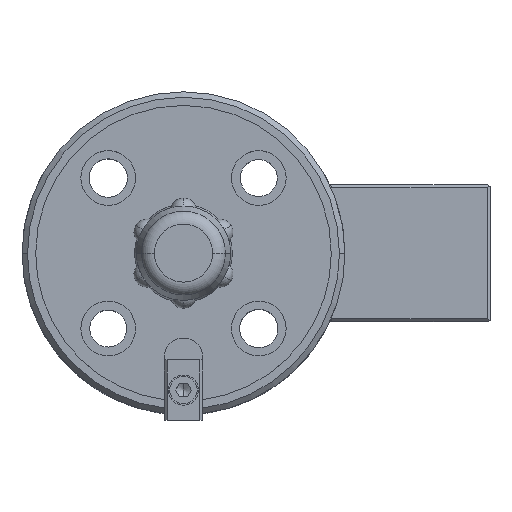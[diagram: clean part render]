
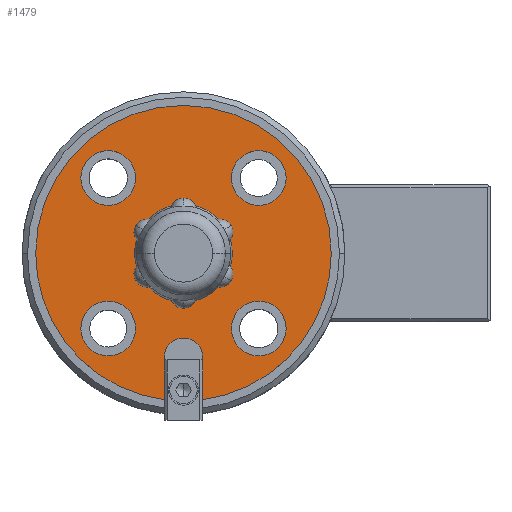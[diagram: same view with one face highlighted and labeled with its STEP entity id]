
A CAD part, top view. The second image highlights one B-rep face of the part: STEP entity #1479.
In plain terms, the highlighted planar face has unit normal (0, 0, 1).
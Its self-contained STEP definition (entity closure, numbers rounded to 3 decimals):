
#707=EDGE_CURVE('',#1171,#851,#2044,.T.);
#765=EDGE_CURVE('',#1547,#1371,#2108,.T.);
#783=EDGE_CURVE('',#1997,#1531,#2129,.T.);
#833=VERTEX_POINT('',#2185);
#851=VERTEX_POINT('',#2205);
#871=VERTEX_POINT('',#2230);
#895=VERTEX_POINT('',#2257);
#897=EDGE_CURVE('',#851,#1171,#2259,.T.);
#915=EDGE_CURVE('',#1081,#1995,#2279,.T.);
#941=VERTEX_POINT('',#2307);
#949=VERTEX_POINT('',#2315);
#963=EDGE_CURVE('',#833,#1575,#2330,.T.);
#971=EDGE_CURVE('',#895,#833,#2338,.T.);
#1011=EDGE_CURVE('',#871,#941,#2381,.T.);
#1081=VERTEX_POINT('',#2454);
#1171=VERTEX_POINT('',#2562);
#1283=EDGE_CURVE('',#895,#2013,#2690,.T.);
#1355=EDGE_CURVE('',#1575,#1371,#2776,.T.);
#1357=EDGE_CURVE('',#941,#871,#2778,.T.);
#1371=VERTEX_POINT('',#2792);
#1479=ADVANCED_FACE('',(#2910,#2911,#2912,#2913,#2914,#2915),#2916,.T.);
#1481=EDGE_CURVE('',#1985,#949,#2918,.T.);
#1531=VERTEX_POINT('',#2972);
#1547=VERTEX_POINT('',#2990);
#1575=VERTEX_POINT('',#3021);
#1593=EDGE_CURVE('',#2013,#1547,#3041,.T.);
#1645=EDGE_CURVE('',#949,#1985,#3095,.T.);
#1725=EDGE_CURVE('',#1531,#1997,#3191,.T.);
#1877=EDGE_CURVE('',#1995,#1081,#3364,.T.);
#1985=VERTEX_POINT('',#3477);
#1995=VERTEX_POINT('',#3489);
#1997=VERTEX_POINT('',#3491);
#2013=VERTEX_POINT('',#3509);
#2044=CIRCLE('',#3538,10.0);
#2108=CIRCLE('',#3626,54.0);
#2129=CIRCLE('',#3654,10.0);
#2185=CARTESIAN_POINT('',(-7.,-38.0,40.0));
#2205=CARTESIAN_POINT('',(17.5,27.5,40.0));
#2230=CARTESIAN_POINT('',(37.5,-27.5,40.0));
#2257=CARTESIAN_POINT('',(-7.,-53.544,40.0));
#2259=CIRCLE('',#3884,10.0);
#2279=CIRCLE('',#3911,17.85);
#2307=CARTESIAN_POINT('',(17.5,-27.5,40.0));
#2315=CARTESIAN_POINT('',(-37.5,27.5,40.0));
#2330=CIRCLE('',#4001,7.0);
#2338=LINE('',#4012,#4013);
#2381=CIRCLE('',#4087,10.0);
#2454=CARTESIAN_POINT('',(17.85,0.,40.0));
#2562=CARTESIAN_POINT('',(37.5,27.5,40.0));
#2690=CIRCLE('',#4727,54.0);
#2776=LINE('',#4856,#4857);
#2778=CIRCLE('',#4860,10.0);
#2792=CARTESIAN_POINT('',(7.,-53.544,40.0));
#2910=FACE_BOUND('',#5063,.T.);
#2911=FACE_OUTER_BOUND('',#5064,.T.);
#2912=FACE_BOUND('',#5065,.T.);
#2913=FACE_BOUND('',#5066,.T.);
#2914=FACE_BOUND('',#5067,.T.);
#2915=FACE_BOUND('',#5068,.T.);
#2916=PLANE('',#5069);
#2918=CIRCLE('',#5072,10.0);
#2972=CARTESIAN_POINT('',(-37.5,-27.5,40.0));
#2990=CARTESIAN_POINT('',(54.,0.,40.0));
#3021=CARTESIAN_POINT('',(7.,-38.0,40.0));
#3041=CIRCLE('',#5367,54.0);
#3095=CIRCLE('',#5459,10.0);
#3191=CIRCLE('',#5613,10.0);
#3364=CIRCLE('',#5865,17.85);
#3477=CARTESIAN_POINT('',(-17.5,27.5,40.0));
#3489=CARTESIAN_POINT('',(-17.85,0.,40.0));
#3491=CARTESIAN_POINT('',(-17.5,-27.5,40.0));
#3509=CARTESIAN_POINT('',(-54.0,0.,40.0));
#3538=AXIS2_PLACEMENT_3D('',#6192,#6193,#6194);
#3626=AXIS2_PLACEMENT_3D('',#6278,#6279,#6280);
#3654=AXIS2_PLACEMENT_3D('',#6318,#6319,#6320);
#3884=AXIS2_PLACEMENT_3D('',#6483,#6484,#6485);
#3911=AXIS2_PLACEMENT_3D('',#6515,#6516,#6517);
#4001=AXIS2_PLACEMENT_3D('',#6558,#6559,#6560);
#4012=CARTESIAN_POINT('',(-7.,-15.0,40.0));
#4013=VECTOR('',#6562,10.0);
#4087=AXIS2_PLACEMENT_3D('',#6600,#6601,#6602);
#4727=AXIS2_PLACEMENT_3D('',#6959,#6960,#6961);
#4856=CARTESIAN_POINT('',(7.,-29.292,40.0));
#4857=VECTOR('',#7067,10.0);
#4860=AXIS2_PLACEMENT_3D('',#7068,#7069,#7070);
#5063=EDGE_LOOP('',(#7187,#7188));
#5064=EDGE_LOOP('',(#7189,#7190,#7191,#7192,#7193,#7194));
#5065=EDGE_LOOP('',(#7195,#7196));
#5066=EDGE_LOOP('',(#7197,#7198));
#5067=EDGE_LOOP('',(#7199,#7200));
#5068=EDGE_LOOP('',(#7201,#7202));
#5069=AXIS2_PLACEMENT_3D('',#7203,#7204,#7205);
#5072=AXIS2_PLACEMENT_3D('',#7206,#7207,#7208);
#5367=AXIS2_PLACEMENT_3D('',#7325,#7326,#7327);
#5459=AXIS2_PLACEMENT_3D('',#7369,#7370,#7371);
#5613=AXIS2_PLACEMENT_3D('',#7507,#7508,#7509);
#5865=AXIS2_PLACEMENT_3D('',#7734,#7735,#7736);
#6192=CARTESIAN_POINT('',(27.5,27.5,40.0));
#6193=DIRECTION('',(0.0,0.0,-1.0));
#6194=DIRECTION('',(1.0,0.0,0.0));
#6278=CARTESIAN_POINT('',(0.,0.,40.0));
#6279=DIRECTION('',(-0.0,0.0,-1.0));
#6280=DIRECTION('',(-1.0,0.,0.0));
#6318=CARTESIAN_POINT('',(-27.5,-27.5,40.0));
#6319=DIRECTION('',(0.0,0.0,-1.0));
#6320=DIRECTION('',(1.0,0.0,0.0));
#6483=CARTESIAN_POINT('',(27.5,27.5,40.0));
#6484=DIRECTION('',(0.0,0.0,-1.0));
#6485=DIRECTION('',(1.0,0.0,0.0));
#6515=CARTESIAN_POINT('',(0.,0.,40.0));
#6516=DIRECTION('',(-0.0,0.0,-1.0));
#6517=DIRECTION('',(-1.0,0.,0.0));
#6558=CARTESIAN_POINT('',(0.,-38.0,40.0));
#6559=DIRECTION('',(0.0,0.0,-1.0));
#6560=DIRECTION('',(1.0,0.0,0.0));
#6562=DIRECTION('',(0.,1.0,0.0));
#6600=CARTESIAN_POINT('',(27.5,-27.5,40.0));
#6601=DIRECTION('',(0.0,0.0,-1.0));
#6602=DIRECTION('',(1.0,0.0,0.0));
#6959=CARTESIAN_POINT('',(0.,0.,40.0));
#6960=DIRECTION('',(-0.0,0.0,-1.0));
#6961=DIRECTION('',(-1.0,0.,0.0));
#7067=DIRECTION('',(0.,-1.0,0.0));
#7068=CARTESIAN_POINT('',(27.5,-27.5,40.0));
#7069=DIRECTION('',(0.0,0.0,-1.0));
#7070=DIRECTION('',(1.0,0.0,0.0));
#7187=ORIENTED_EDGE('',*,*,#1877,.T.);
#7188=ORIENTED_EDGE('',*,*,#915,.T.);
#7189=ORIENTED_EDGE('',*,*,#971,.T.);
#7190=ORIENTED_EDGE('',*,*,#963,.T.);
#7191=ORIENTED_EDGE('',*,*,#1355,.T.);
#7192=ORIENTED_EDGE('',*,*,#765,.F.);
#7193=ORIENTED_EDGE('',*,*,#1593,.F.);
#7194=ORIENTED_EDGE('',*,*,#1283,.F.);
#7195=ORIENTED_EDGE('',*,*,#1011,.T.);
#7196=ORIENTED_EDGE('',*,*,#1357,.T.);
#7197=ORIENTED_EDGE('',*,*,#1481,.T.);
#7198=ORIENTED_EDGE('',*,*,#1645,.T.);
#7199=ORIENTED_EDGE('',*,*,#783,.T.);
#7200=ORIENTED_EDGE('',*,*,#1725,.T.);
#7201=ORIENTED_EDGE('',*,*,#707,.T.);
#7202=ORIENTED_EDGE('',*,*,#897,.T.);
#7203=CARTESIAN_POINT('',(-35.925,0.,40.0));
#7204=DIRECTION('',(0.0,0.0,1.0));
#7205=DIRECTION('',(-1.0,0.,0.0));
#7206=CARTESIAN_POINT('',(-27.5,27.5,40.0));
#7207=DIRECTION('',(0.0,0.0,-1.0));
#7208=DIRECTION('',(1.0,0.0,0.0));
#7325=CARTESIAN_POINT('',(0.,0.,40.0));
#7326=DIRECTION('',(-0.0,0.0,-1.0));
#7327=DIRECTION('',(-1.0,0.,0.0));
#7369=CARTESIAN_POINT('',(-27.5,27.5,40.0));
#7370=DIRECTION('',(0.0,0.0,-1.0));
#7371=DIRECTION('',(1.0,0.0,0.0));
#7507=CARTESIAN_POINT('',(-27.5,-27.5,40.0));
#7508=DIRECTION('',(0.0,0.0,-1.0));
#7509=DIRECTION('',(1.0,0.0,0.0));
#7734=CARTESIAN_POINT('',(0.,0.,40.0));
#7735=DIRECTION('',(-0.0,0.0,-1.0));
#7736=DIRECTION('',(-1.0,0.,0.0));
